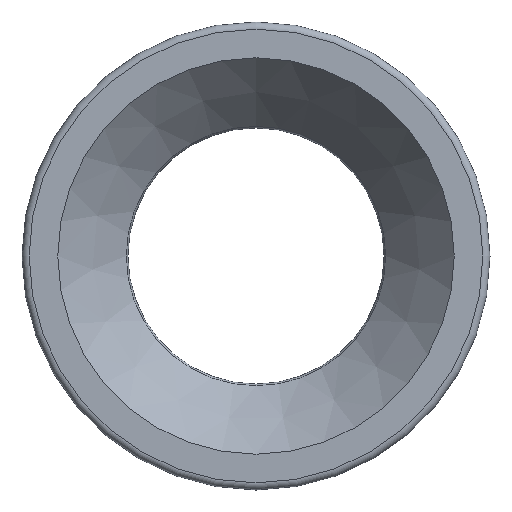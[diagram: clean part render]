
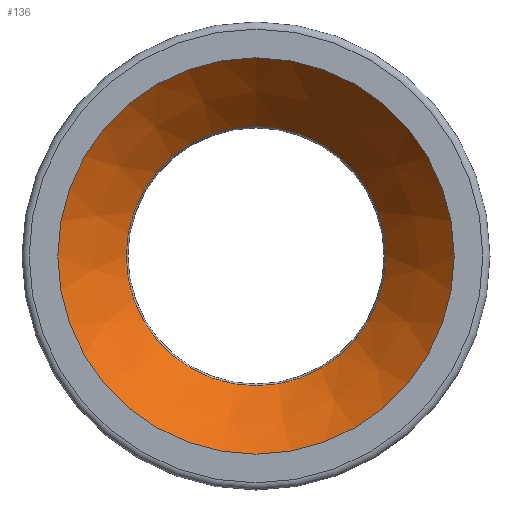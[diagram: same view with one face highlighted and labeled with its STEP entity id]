
A CAD part, front view. The second image highlights one B-rep face of the part: STEP entity #136.
In plain terms, the highlighted conical face has half-angle 41.368 degrees and reference radius 6.651 mm.
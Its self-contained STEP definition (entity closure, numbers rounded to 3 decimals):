
#17=LINE('',#254,#20);
#20=VECTOR('',#209,6.651);
#23=CONICAL_SURFACE('',#167,6.651,0.722);
#34=FACE_OUTER_BOUND('',#45,.T.);
#45=EDGE_LOOP('',(#108,#109,#110,#111));
#59=CIRCLE('',#166,5.439);
#60=CIRCLE('',#168,8.302);
#71=VERTEX_POINT('',#248);
#72=VERTEX_POINT('',#252);
#84=EDGE_CURVE('',#71,#71,#59,.T.);
#85=EDGE_CURVE('',#72,#72,#60,.T.);
#86=EDGE_CURVE('',#72,#71,#17,.T.);
#108=ORIENTED_EDGE('',*,*,#85,.T.);
#109=ORIENTED_EDGE('',*,*,#86,.T.);
#110=ORIENTED_EDGE('',*,*,#84,.F.);
#111=ORIENTED_EDGE('',*,*,#86,.F.);
#136=ADVANCED_FACE('',(#34),#23,.F.);
#166=AXIS2_PLACEMENT_3D('',#250,#203,#204);
#167=AXIS2_PLACEMENT_3D('',#251,#205,#206);
#168=AXIS2_PLACEMENT_3D('',#253,#207,#208);
#203=DIRECTION('center_axis',(0.,-1.,0.));
#204=DIRECTION('ref_axis',(0.,0.,1.));
#205=DIRECTION('center_axis',(0.,-1.,0.));
#206=DIRECTION('ref_axis',(0.,0.,-1.));
#207=DIRECTION('center_axis',(0.,-1.,0.));
#208=DIRECTION('ref_axis',(1.,0.,0.));
#209=DIRECTION('',(0.,0.75,-0.661));
#248=CARTESIAN_POINT('',(0.,-0.498,5.439));
#250=CARTESIAN_POINT('Origin',(0.,-0.498,
0.));
#251=CARTESIAN_POINT('Origin',(0.,-1.875,0.));
#252=CARTESIAN_POINT('',(0.,-3.75,8.302));
#253=CARTESIAN_POINT('Origin',(0.,-3.75,0.));
#254=CARTESIAN_POINT('',(0.,-1.875,6.651));
